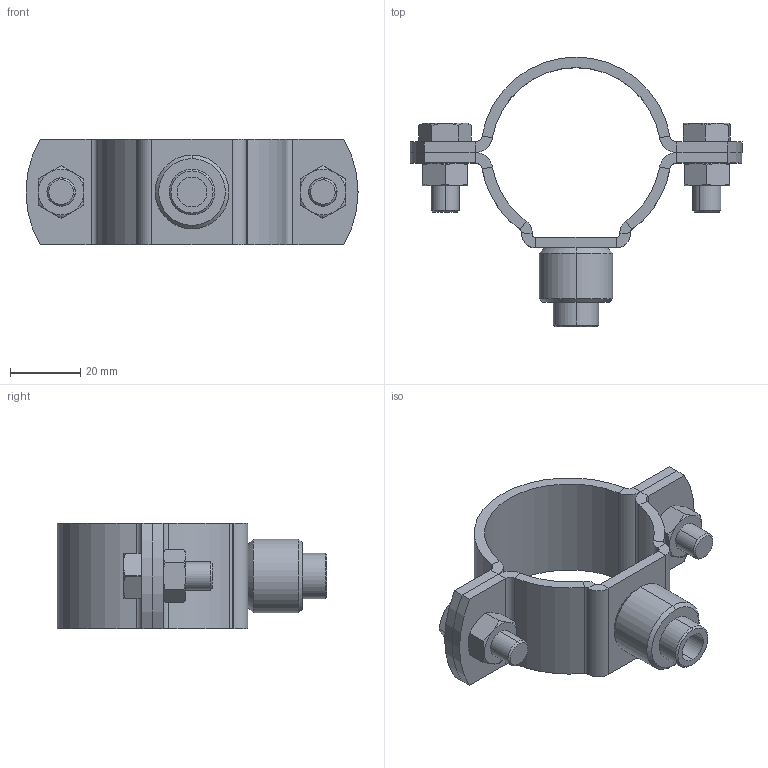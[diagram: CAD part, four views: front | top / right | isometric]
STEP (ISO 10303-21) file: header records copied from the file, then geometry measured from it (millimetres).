
FILE_DESCRIPTION (( 'STEP AP203' ), '1' );
FILE_NAME ('51.815K.STEP', '2024-03-25T14:10:53', ( '' ), ( '' ), 'SwSTEP 2.0', 'SolidWorks 2023', '' );
FILE_SCHEMA (( 'CONFIG_CONTROL_DESIGN' ));
Length unit declared in the file: millimetre
Products named in the file (1): 51.815K
Bounding box: 94.5 x 76.8 x 30 mm (x, y, z)
Surface area: 18006.4 mm2 (no closed solid volume)
Topology: 0 solids, 11 shells, 154 faces, 378 edges, 232 vertices
Faces by surface type: plane 70, cylinder 46, cone 38
Entity records: 4749 total; most frequent: CARTESIAN_POINT 1129, DIRECTION 782, ORIENTED_EDGE 654, EDGE_CURVE 378, AXIS2_PLACEMENT_3D 309, VERTEX_POINT 232, LINE 164, VECTOR 164
